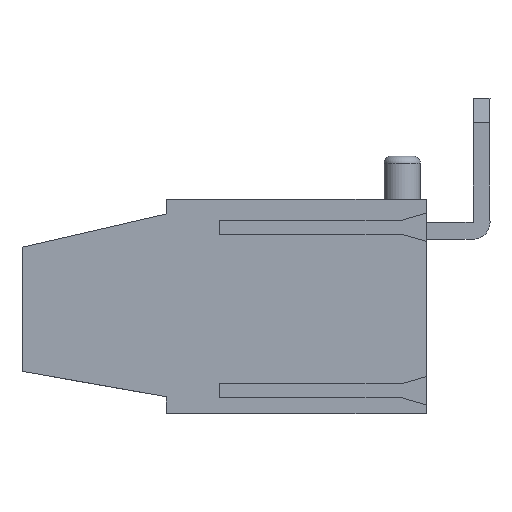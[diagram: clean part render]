
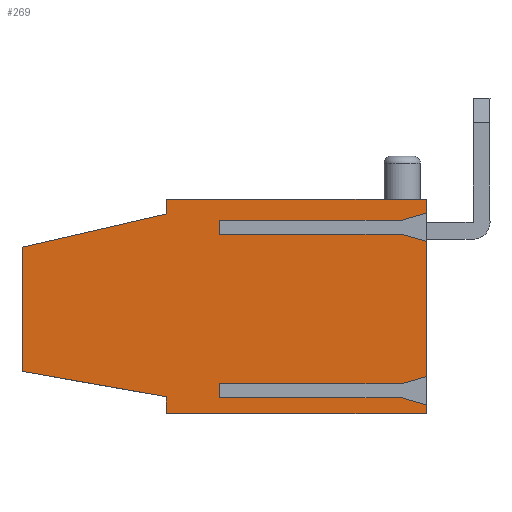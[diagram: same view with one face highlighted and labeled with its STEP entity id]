
A CAD part, left-side view. The second image highlights one B-rep face of the part: STEP entity #269.
In plain terms, the highlighted planar face has unit normal (-1, 0, 0).
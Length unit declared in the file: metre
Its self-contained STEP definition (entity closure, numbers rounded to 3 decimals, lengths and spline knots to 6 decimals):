
#269=ADVANCED_FACE('',(#629),#630,.F.);
#629=FACE_OUTER_BOUND('',#1094,.T.);
#630=PLANE('',#1095);
#1094=EDGE_LOOP('',(#1848,#1849,#1850,#1851,#1852,#1853,#1854,#1855,#1856,#1857,#1858,#1859,#1860,#1861,#1862,#1863,#1864,#1865,#1866,#1867));
#1095=AXIS2_PLACEMENT_3D('',#1868,#1869,#1870);
#1848=ORIENTED_EDGE('',*,*,#2918,.T.);
#1849=ORIENTED_EDGE('',*,*,#2919,.T.);
#1850=ORIENTED_EDGE('',*,*,#2920,.T.);
#1851=ORIENTED_EDGE('',*,*,#2921,.F.);
#1852=ORIENTED_EDGE('',*,*,#2922,.T.);
#1853=ORIENTED_EDGE('',*,*,#2923,.T.);
#1854=ORIENTED_EDGE('',*,*,#2924,.T.);
#1855=ORIENTED_EDGE('',*,*,#2925,.T.);
#1856=ORIENTED_EDGE('',*,*,#2926,.T.);
#1857=ORIENTED_EDGE('',*,*,#2927,.F.);
#1858=ORIENTED_EDGE('',*,*,#2928,.F.);
#1859=ORIENTED_EDGE('',*,*,#2757,.T.);
#1860=ORIENTED_EDGE('',*,*,#2929,.T.);
#1861=ORIENTED_EDGE('',*,*,#2930,.T.);
#1862=ORIENTED_EDGE('',*,*,#2931,.T.);
#1863=ORIENTED_EDGE('',*,*,#2932,.T.);
#1864=ORIENTED_EDGE('',*,*,#2933,.T.);
#1865=ORIENTED_EDGE('',*,*,#2934,.T.);
#1866=ORIENTED_EDGE('',*,*,#2935,.T.);
#1867=ORIENTED_EDGE('',*,*,#2700,.T.);
#1868=CARTESIAN_POINT('',(0.005,0.0108,-0.0082));
#1869=DIRECTION('',(1.0,0.,0.));
#1870=DIRECTION('',(0.0,0.,1.0));
#2700=EDGE_CURVE('',#3214,#3211,#3215,.T.);
#2757=EDGE_CURVE('',#3314,#3312,#3315,.T.);
#2918=EDGE_CURVE('',#3211,#3570,#3571,.T.);
#2919=EDGE_CURVE('',#3570,#3572,#3573,.T.);
#2920=EDGE_CURVE('',#3572,#3574,#3575,.T.);
#2921=EDGE_CURVE('',#3576,#3574,#3577,.T.);
#2922=EDGE_CURVE('',#3576,#3578,#3579,.T.);
#2923=EDGE_CURVE('',#3578,#3580,#3581,.T.);
#2924=EDGE_CURVE('',#3580,#3582,#3583,.T.);
#2925=EDGE_CURVE('',#3582,#3584,#3585,.T.);
#2926=EDGE_CURVE('',#3584,#3586,#3587,.T.);
#2927=EDGE_CURVE('',#3588,#3586,#3589,.T.);
#2928=EDGE_CURVE('',#3314,#3588,#3590,.T.);
#2929=EDGE_CURVE('',#3312,#3591,#3592,.T.);
#2930=EDGE_CURVE('',#3591,#3593,#3594,.T.);
#2931=EDGE_CURVE('',#3593,#3595,#3596,.T.);
#2932=EDGE_CURVE('',#3595,#3597,#3598,.T.);
#2933=EDGE_CURVE('',#3597,#3599,#3600,.T.);
#2934=EDGE_CURVE('',#3599,#3601,#3602,.T.);
#2935=EDGE_CURVE('',#3601,#3214,#3603,.T.);
#3211=VERTEX_POINT('',#3956);
#3214=VERTEX_POINT('',#3960);
#3215=LINE('',#3961,#3962);
#3312=VERTEX_POINT('',#4096);
#3314=VERTEX_POINT('',#4099);
#3315=LINE('',#4100,#4101);
#3570=VERTEX_POINT('',#4496);
#3571=LINE('',#4497,#4498);
#3572=VERTEX_POINT('',#4499);
#3573=LINE('',#4500,#4501);
#3574=VERTEX_POINT('',#4502);
#3575=LINE('',#4503,#4504);
#3576=VERTEX_POINT('',#4505);
#3577=LINE('',#4506,#4507);
#3578=VERTEX_POINT('',#4508);
#3579=LINE('',#4509,#4510);
#3580=VERTEX_POINT('',#4511);
#3581=LINE('',#4512,#4513);
#3582=VERTEX_POINT('',#4514);
#3583=LINE('',#4515,#4516);
#3584=VERTEX_POINT('',#4517);
#3585=LINE('',#4518,#4519);
#3586=VERTEX_POINT('',#4520);
#3587=LINE('',#4521,#4522);
#3588=VERTEX_POINT('',#4523);
#3589=LINE('',#4524,#4525);
#3590=LINE('',#4526,#4527);
#3591=VERTEX_POINT('',#4528);
#3592=LINE('',#4529,#4530);
#3593=VERTEX_POINT('',#4531);
#3594=LINE('',#4532,#4533);
#3595=VERTEX_POINT('',#4534);
#3596=LINE('',#4535,#4536);
#3597=VERTEX_POINT('',#4537);
#3598=LINE('',#4538,#4539);
#3599=VERTEX_POINT('',#4540);
#3600=LINE('',#4541,#4542);
#3601=VERTEX_POINT('',#4543);
#3602=LINE('',#4544,#4545);
#3603=LINE('',#4546,#4547);
#3956=CARTESIAN_POINT('',(0.005,0.0108,-0.0089));
#3960=CARTESIAN_POINT('',(0.005,0.0108,-0.0082));
#3961=CARTESIAN_POINT('',(0.005,0.0108,-0.0089));
#3962=VECTOR('',#4976,1.0);
#4096=CARTESIAN_POINT('',(0.005,0.001,-0.000855));
#4099=CARTESIAN_POINT('',(0.005,0.0086,-0.000855));
#4100=CARTESIAN_POINT('',(0.005,0.,-0.000855));
#4101=VECTOR('',#5036,1.0);
#4496=CARTESIAN_POINT('',(0.005,0.,-0.0089));
#4497=CARTESIAN_POINT('',(0.005,0.,-0.0089));
#4498=VECTOR('',#5178,1.0);
#4499=CARTESIAN_POINT('',(0.005,0.,-0.00854));
#4500=CARTESIAN_POINT('',(0.005,0.,-0.0001));
#4501=VECTOR('',#5179,1.0);
#4502=CARTESIAN_POINT('',(0.005,0.001,-0.00825));
#4503=CARTESIAN_POINT('',(0.005,0.001,-0.00825));
#4504=VECTOR('',#5180,1.0);
#4505=CARTESIAN_POINT('',(0.005,0.0086,-0.00825));
#4506=CARTESIAN_POINT('',(0.005,0.,-0.00825));
#4507=VECTOR('',#5181,1.0);
#4508=CARTESIAN_POINT('',(0.005,0.0086,-0.00765));
#4509=CARTESIAN_POINT('',(0.005,0.0086,-0.00765));
#4510=VECTOR('',#5182,1.0);
#4511=CARTESIAN_POINT('',(0.005,0.001,-0.00765));
#4512=CARTESIAN_POINT('',(0.005,0.,-0.00765));
#4513=VECTOR('',#5183,1.0);
#4514=CARTESIAN_POINT('',(0.005,0.,-0.007359));
#4515=CARTESIAN_POINT('',(0.005,0.000933,-0.00763));
#4516=VECTOR('',#5184,1.0);
#4517=CARTESIAN_POINT('',(0.005,0.,-0.001745));
#4518=CARTESIAN_POINT('',(0.005,0.,-0.0001));
#4519=VECTOR('',#5185,1.0);
#4520=CARTESIAN_POINT('',(0.005,0.001,-0.001455));
#4521=CARTESIAN_POINT('',(0.005,0.000065,-0.001726));
#4522=VECTOR('',#5186,1.0);
#4523=CARTESIAN_POINT('',(0.005,0.0086,-0.001455));
#4524=CARTESIAN_POINT('',(0.005,0.,-0.001455));
#4525=VECTOR('',#5187,1.0);
#4526=CARTESIAN_POINT('',(0.005,0.0086,-0.001455));
#4527=VECTOR('',#5188,1.0);
#4528=CARTESIAN_POINT('',(0.005,0.,-0.000564));
#4529=CARTESIAN_POINT('',(0.005,-0.000018,-0.000559));
#4530=VECTOR('',#5189,1.0);
#4531=CARTESIAN_POINT('',(0.005,0.,0.));
#4532=CARTESIAN_POINT('',(0.005,0.,-0.0001));
#4533=VECTOR('',#5190,1.0);
#4534=CARTESIAN_POINT('',(0.005,0.0108,0.));
#4535=CARTESIAN_POINT('',(0.005,0.0108,0.));
#4536=VECTOR('',#5191,1.0);
#4537=CARTESIAN_POINT('',(0.005,0.0108,-0.0006));
#4538=CARTESIAN_POINT('',(0.005,0.0108,-0.0006));
#4539=VECTOR('',#5192,1.0);
#4540=CARTESIAN_POINT('',(0.005,0.0168,-0.001985));
#4541=CARTESIAN_POINT('',(0.005,0.0168,-0.001985));
#4542=VECTOR('',#5193,1.0);
#4543=CARTESIAN_POINT('',(0.005,0.0168,-0.007142));
#4544=CARTESIAN_POINT('',(0.005,0.0168,-0.007142));
#4545=VECTOR('',#5194,1.0);
#4546=CARTESIAN_POINT('',(0.005,0.0108,-0.0082));
#4547=VECTOR('',#5195,1.0);
#4976=DIRECTION('',(0.,0.,-1.0));
#5036=DIRECTION('',(0.,-1.0,0.));
#5178=DIRECTION('',(0.,-1.0,0.));
#5179=DIRECTION('',(0.,0.,1.0));
#5180=DIRECTION('',(0.,0.96,0.279));
#5181=DIRECTION('',(0.,-1.0,0.));
#5182=DIRECTION('',(0.,0.,1.0));
#5183=DIRECTION('',(0.,-1.0,0.));
#5184=DIRECTION('',(0.,-0.96,0.279));
#5185=DIRECTION('',(0.,0.,1.0));
#5186=DIRECTION('',(0.,0.96,0.279));
#5187=DIRECTION('',(0.,-1.0,0.));
#5188=DIRECTION('',(0.,0.,-1.0));
#5189=DIRECTION('',(0.,-0.96,0.279));
#5190=DIRECTION('',(0.,0.,1.0));
#5191=DIRECTION('',(0.,1.0,0.));
#5192=DIRECTION('',(0.,0.,-1.0));
#5193=DIRECTION('',(0.,0.974,-0.225));
#5194=DIRECTION('',(0.,0.,-1.0));
#5195=DIRECTION('',(0.,-0.985,-0.174));
